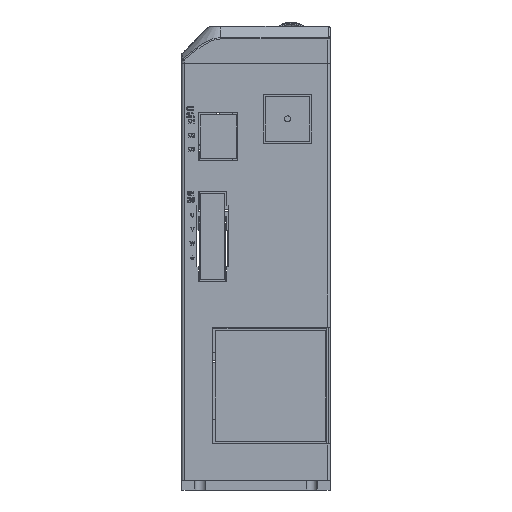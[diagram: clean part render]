
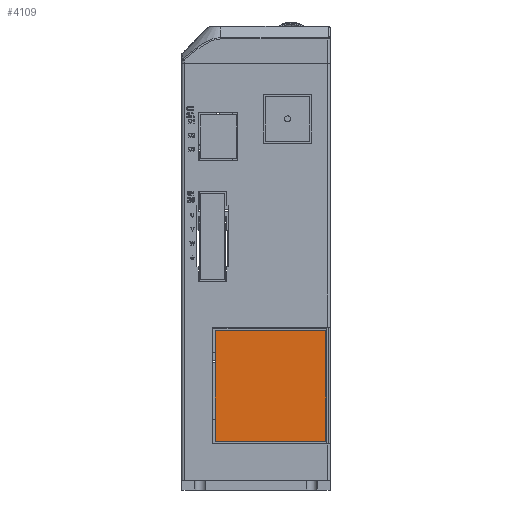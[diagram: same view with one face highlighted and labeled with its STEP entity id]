
A CAD part, front view. The second image highlights one B-rep face of the part: STEP entity #4109.
In plain terms, the highlighted planar face has unit normal (0, -1, 0).
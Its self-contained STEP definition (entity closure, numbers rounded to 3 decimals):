
#1566 = VERTEX_POINT ( 'NONE', #20411 ) ;
#2069 = DIRECTION ( 'NONE',  ( -1., 0., 0. ) ) ;
#2473 = EDGE_LOOP ( 'NONE', ( #23272, #33213, #46099, #36858 ) ) ;
#3954 = LINE ( 'NONE', #6334, #40823 ) ;
#4109 = ADVANCED_FACE ( 'NONE', ( #32923 ), #34137, .T. ) ;
#4155 = CARTESIAN_POINT ( 'NONE',  ( -22.067, -256., 85.991 ) ) ;
#6334 = CARTESIAN_POINT ( 'NONE',  ( -22.067, -256., 85.991 ) ) ;
#7511 = DIRECTION ( 'NONE',  ( 0., 0., 1. ) ) ;
#9346 = LINE ( 'NONE', #18179, #26115 ) ;
#10012 = VERTEX_POINT ( 'NONE', #30801 ) ;
#10871 = EDGE_CURVE ( 'NONE', #10012, #1566, #40335, .T. ) ;
#11385 = VERTEX_POINT ( 'NONE', #4155 ) ;
#11702 = CARTESIAN_POINT ( 'NONE',  ( -22.067, -256., 26.222 ) ) ;
#11821 = VECTOR ( 'NONE', #40295, 1000. ) ;
#12832 = LINE ( 'NONE', #41244, #30670 ) ;
#13286 = VERTEX_POINT ( 'NONE', #34108 ) ;
#18179 = CARTESIAN_POINT ( 'NONE',  ( 37.702, -256., 85.991 ) ) ;
#19968 = DIRECTION ( 'NONE',  ( 0., -1., 0. ) ) ;
#20411 = CARTESIAN_POINT ( 'NONE',  ( 37.702, -256., 26.222 ) ) ;
#23272 = ORIENTED_EDGE ( 'NONE', *, *, #44557, .T. ) ;
#24288 = DIRECTION ( 'NONE',  ( 0., 0., -1. ) ) ;
#24792 = AXIS2_PLACEMENT_3D ( 'NONE', #41370, #19968, #44978 ) ;
#26115 = VECTOR ( 'NONE', #7511, 1000. ) ;
#30670 = VECTOR ( 'NONE', #2069, 1000. ) ;
#30801 = CARTESIAN_POINT ( 'NONE',  ( -22.067, -256., 26.222 ) ) ;
#32923 = FACE_OUTER_BOUND ( 'NONE', #2473, .T. ) ;
#33213 = ORIENTED_EDGE ( 'NONE', *, *, #10871, .T. ) ;
#34108 = CARTESIAN_POINT ( 'NONE',  ( 37.702, -256., 85.991 ) ) ;
#34137 = PLANE ( 'NONE',  #24792 ) ;
#36858 = ORIENTED_EDGE ( 'NONE', *, *, #45478, .T. ) ;
#40295 = DIRECTION ( 'NONE',  ( 1., 0., 0. ) ) ;
#40335 = LINE ( 'NONE', #11702, #11821 ) ;
#40823 = VECTOR ( 'NONE', #24288, 1000. ) ;
#41244 = CARTESIAN_POINT ( 'NONE',  ( -22.067, -256., 85.991 ) ) ;
#41370 = CARTESIAN_POINT ( 'NONE',  ( 0., -256., 0. ) ) ;
#41549 = EDGE_CURVE ( 'NONE', #1566, #13286, #9346, .T. ) ;
#44557 = EDGE_CURVE ( 'NONE', #11385, #10012, #3954, .T. ) ;
#44978 = DIRECTION ( 'NONE',  ( 0., 0., -1. ) ) ;
#45478 = EDGE_CURVE ( 'NONE', #13286, #11385, #12832, .T. ) ;
#46099 = ORIENTED_EDGE ( 'NONE', *, *, #41549, .T. ) ;
